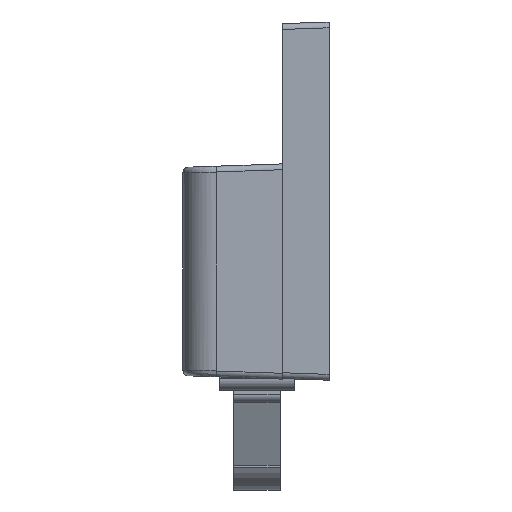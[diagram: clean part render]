
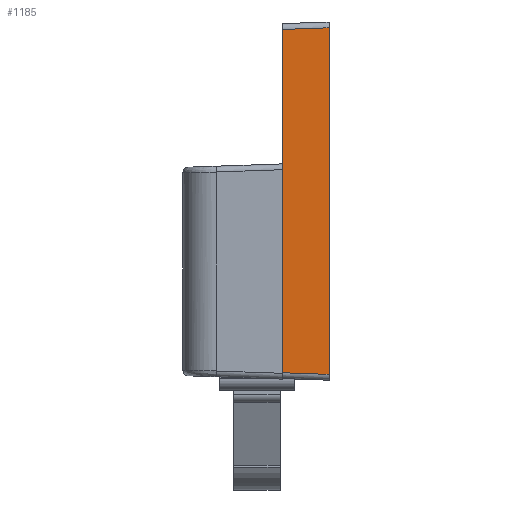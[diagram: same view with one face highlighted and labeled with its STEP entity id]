
A CAD part, left-side view. The second image highlights one B-rep face of the part: STEP entity #1185.
In plain terms, the highlighted planar face has unit normal (-0.999, 0.035, 0).
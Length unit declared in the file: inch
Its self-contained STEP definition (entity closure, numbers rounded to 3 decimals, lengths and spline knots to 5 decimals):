
#603 = VERTEX_POINT ( 'NONE', #2799 ) ;
#808 = EDGE_CURVE ( 'NONE', #809, #603, #3036, .T. ) ;
#809 = VERTEX_POINT ( 'NONE', #3032 ) ;
#932 = VERTEX_POINT ( 'NONE', #5480 ) ;
#934 = EDGE_CURVE ( 'NONE', #603, #932, #5474, .T. ) ;
#1080 = EDGE_CURVE ( 'NONE', #1081, #809, #6018, .T. ) ;
#1081 = VERTEX_POINT ( 'NONE', #5878 ) ;
#1183 = EDGE_LOOP ( 'NONE', ( #1186, #1345, #1346, #1348 ) ) ;
#1185 = ADVANCED_FACE ( 'NONE', ( #5899 ), #5898, .T. ) ;
#1186 = ORIENTED_EDGE ( 'NONE', *, *, #808, .T. ) ;
#1345 = ORIENTED_EDGE ( 'NONE', *, *, #934, .T. ) ;
#1346 = ORIENTED_EDGE ( 'NONE', *, *, #1347, .F. ) ;
#1347 = EDGE_CURVE ( 'NONE', #1081, #932, #6227, .T. ) ;
#1348 = ORIENTED_EDGE ( 'NONE', *, *, #1080, .T. ) ;
#2799 = CARTESIAN_POINT ( 'NONE',  ( -0.62289, 0.07874, -1.10237 ) ) ;
#3032 = CARTESIAN_POINT ( 'NONE',  ( -0.62289, 0.07874, 0.05907 ) ) ;
#3033 = DIRECTION ( 'NONE',  ( 0., 0., -1. ) ) ;
#3034 = VECTOR ( 'NONE', #3033, 39.37008 ) ;
#3035 = CARTESIAN_POINT ( 'NONE',  ( -0.62289, 0.07874, 0.09999 ) ) ;
#3036 = LINE ( 'NONE', #3035, #3034 ) ;
#5470 = DIRECTION ( 'NONE',  ( -0.035, -0.999, -0.035 ) ) ;
#5471 = VECTOR ( 'NONE', #5470, 39.37008 ) ;
#5473 = CARTESIAN_POINT ( 'NONE',  ( -0.62289, 0.07874, -1.10237 ) ) ;
#5474 = LINE ( 'NONE', #5473, #5471 ) ;
#5480 = CARTESIAN_POINT ( 'NONE',  ( -0.62839, -0.07874, -1.10787 ) ) ;
#5878 = CARTESIAN_POINT ( 'NONE',  ( -0.62839, -0.07874, 0.06457 ) ) ;
#5879 = DIRECTION ( 'NONE',  ( 0.035, 0.999, -0.035 ) ) ;
#5898 = PLANE ( 'NONE',  #5940 ) ;
#5899 = FACE_OUTER_BOUND ( 'NONE', #1183, .T. ) ;
#5937 = DIRECTION ( 'NONE',  ( -0.035, -0.999, 0. ) ) ;
#5938 = DIRECTION ( 'NONE',  ( -0.999, 0.035, 0. ) ) ;
#5939 = CARTESIAN_POINT ( 'NONE',  ( -0.62289, 0.07874, 0.09999 ) ) ;
#5940 = AXIS2_PLACEMENT_3D ( 'NONE', #5939, #5938, #5937 ) ;
#5996 = VECTOR ( 'NONE', #5879, 39.37008 ) ;
#6017 = CARTESIAN_POINT ( 'NONE',  ( -0.62839, -0.07874, 0.06457 ) ) ;
#6018 = LINE ( 'NONE', #6017, #5996 ) ;
#6224 = DIRECTION ( 'NONE',  ( 0., 0., -1. ) ) ;
#6225 = VECTOR ( 'NONE', #6224, 39.37008 ) ;
#6226 = CARTESIAN_POINT ( 'NONE',  ( -0.62839, -0.07874, 0. ) ) ;
#6227 = LINE ( 'NONE', #6226, #6225 ) ;
